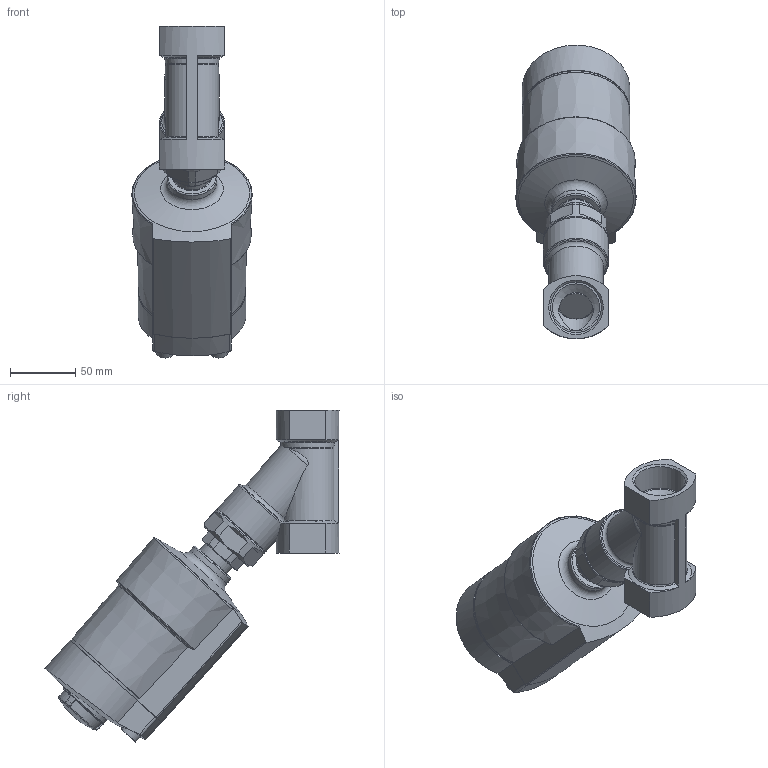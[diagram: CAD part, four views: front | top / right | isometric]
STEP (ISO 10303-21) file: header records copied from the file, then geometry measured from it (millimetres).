
FILE_DESCRIPTION(/* description */ ('STEP AP214'),/* implementation_level */ '2;1');
FILE_NAME(/* name */ '8111586_VZXA-A-TS6-32-M6-B1T-16-K-75-20-PR-PM',/* time_stamp */ '2024-09-18T11:21:29+02:00',/* author */ ('License CC BY-ND 4.0'),/* organization */ ('CADENAS'),/* preprocessor_version */ 'ST-DEVELOPER v19.3',/* originating_system */ 'PARTsolutions',/* authorisation */ ' ');
FILE_SCHEMA (('AUTOMOTIVE_DESIGN {1 0 10303 214 3 1 1}'));
Length unit declared in the file: millimetre
Products named in the file (6): 8111586 VZXA-A-TS6-32-M6-B1T-16-K-75-20-PR-PM---(0); 3539411 VZZA---T-S6-32-M2-B1-T; 8101238 DFPK-75-20-PR-PM_housing---(0); 3539412 DFPK-75---(-_PMcap); 2284889 DFPK---(cover); 3465682 DFP_ec
Assembly tree (5 placements, depth 2):
  8111586 VZXA-A-TS6-32-M6-B1T-16-K-75-20-PR-PM---(0)
    3539411 VZZA---T-S6-32-M2-B1-T
    8101238 DFPK-75-20-PR-PM_housing---(0)
    3539412 DFPK-75---(-_PMcap)
    2284889 DFPK---(cover)
    3465682 DFP_ec
Bounding box: 92.51 x 226.04 x 255.24 mm (x, y, z)
Volume: 1036532.7 mm3; surface area: 146539.5 mm2
Topology: 5 solids, 5 shells, 471 faces, 1151 edges, 739 vertices
Faces by surface type: plane 176, cylinder 119, torus 85, cone 83, sphere 8
Full cylindrical faces by diameter (mm): 3 x2, 4 x2, 5.8 x2, 6 x2, 8.2 x1, 8.376 x1, 8.566 x2, 10 x3, 11 x1, 15 x2, 16 x2, 16.2 x1, 18.2 x1, 20 x1, 28 x3, 28.5 x2, 30 x1, 32 x1, 33.1 x1, 33.376 x1, 36 x3, 36.2 x1, 37 x1, 37.8 x1, 37.835 x1, 38 x2, 38.952 x2, 39.4 x2, 40 x1, 41.2 x1
Entity records: 14805 total; most frequent: CARTESIAN_POINT 3148, DIRECTION 2139, ORIENTED_EDGE 1896, EDGE_CURVE 948, AXIS2_PLACEMENT_3D 941, VERTEX_POINT 699, FACE_BOUND 689, EDGE_LOOP 686
